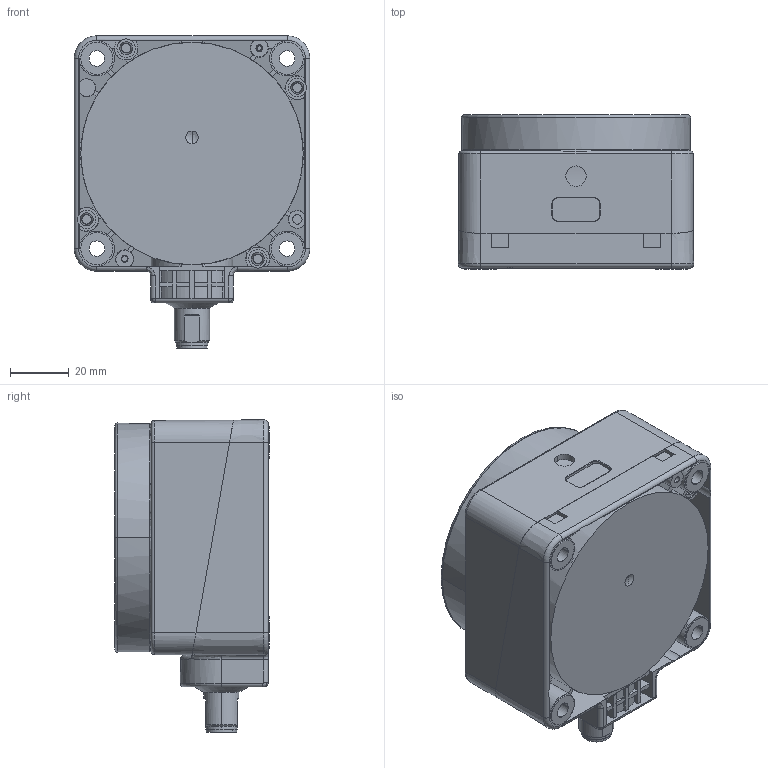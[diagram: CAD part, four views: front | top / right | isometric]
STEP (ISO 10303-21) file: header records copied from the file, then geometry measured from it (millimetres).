
FILE_DESCRIPTION((''),'2;1');
FILE_NAME('CAD-8810_SCHRUMPF_ASM','2023-10-19T11:30:05',('creinig-se'),(''),'CREO PARAMETRIC BY PTC INC, 2022284','CREO PARAMETRIC BY PTC INC, 2022284','');
FILE_SCHEMA(('CONFIG_CONTROL_DESIGN','SHAPE_APPEARANCE_LAYERS_GROUPS'));
Length unit declared in the file: millimetre
Products named in the file (3): CAD-8810_TEILW_SW0001; CAD-8810_STECKER_SW0001; CAD-8810_SCHRUMPF_ASM
Assembly tree (2 placements, depth 2):
  CAD-8810_SCHRUMPF_ASM
    CAD-8810_TEILW_SW0001
    CAD-8810_STECKER_SW0001
Bounding box: 80.43 x 52.7 x 106.71 mm (x, y, z)
Volume: 293757.2 mm3; surface area: 58178.8 mm2
Topology: 2 solids, 2 shells, 617 faces, 1698 edges, 1121 vertices
Faces by surface type: plane 282, cylinder 224, cone 50, torus 33, bspline 24, sphere 4
Entity records: 26824 total; most frequent: CARTESIAN_POINT 6362, ORIENTED_EDGE 3388, DIRECTION 3284, EDGE_CURVE 1694, AXIS2_PLACEMENT_3D 1250, VERTEX_POINT 1121, VECTOR 784, LINE 784
